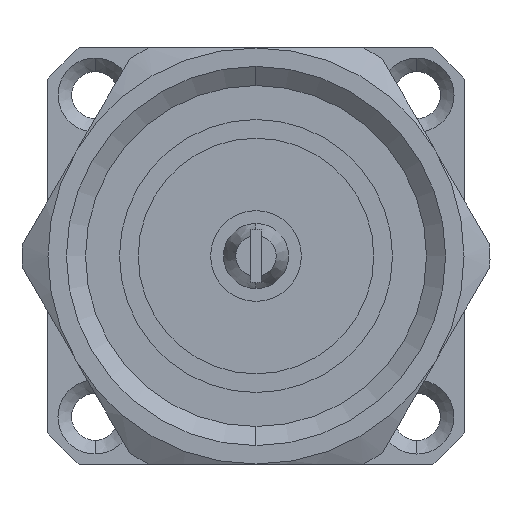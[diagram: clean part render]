
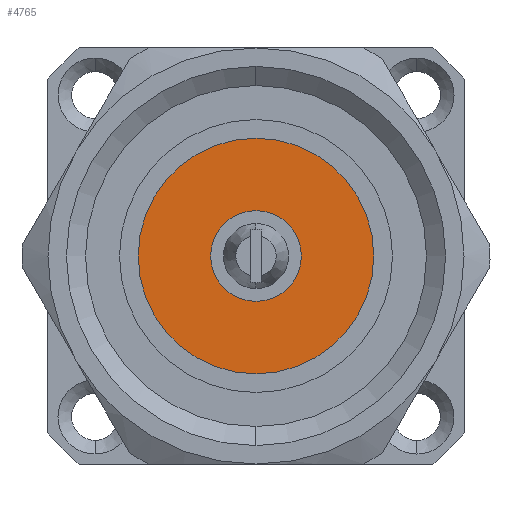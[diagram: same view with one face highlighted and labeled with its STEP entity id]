
A CAD part, left-side view. The second image highlights one B-rep face of the part: STEP entity #4765.
In plain terms, the highlighted planar face has unit normal (-1, 0, 0).
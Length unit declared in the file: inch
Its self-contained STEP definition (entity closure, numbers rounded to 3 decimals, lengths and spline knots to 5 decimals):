
#125 = CIRCLE ( 'NONE', #6189, 0.11575 ) ;
#133 = DIRECTION ( 'NONE',  ( 1., 0., 0. ) ) ;
#271 = VERTEX_POINT ( 'NONE', #881 ) ;
#536 = VERTEX_POINT ( 'NONE', #1626 ) ;
#623 = CARTESIAN_POINT ( 'NONE',  ( 0.31693, 0., 0. ) ) ;
#676 = FACE_BOUND ( 'NONE', #2642, .T. ) ;
#881 = CARTESIAN_POINT ( 'NONE',  ( 0.31693, 0., 0.11575 ) ) ;
#1012 = CARTESIAN_POINT ( 'NONE',  ( 0.31693, 0., 0. ) ) ;
#1024 = AXIS2_PLACEMENT_3D ( 'NONE', #1012, #3022, #3931 ) ;
#1205 = DIRECTION ( 'NONE',  ( 0., 0., 1. ) ) ;
#1234 = CIRCLE ( 'NONE', #6172, 0.11575 ) ;
#1626 = CARTESIAN_POINT ( 'NONE',  ( 0.31693, 0., 0.35669 ) ) ;
#1710 = CARTESIAN_POINT ( 'NONE',  ( 0.31693, 0., 0. ) ) ;
#1714 = AXIS2_PLACEMENT_3D ( 'NONE', #1710, #4093, #3993 ) ;
#2128 = CARTESIAN_POINT ( 'NONE',  ( 0.31693, 0., 0. ) ) ;
#2210 = CIRCLE ( 'NONE', #1024, 0.35669 ) ;
#2496 = CARTESIAN_POINT ( 'NONE',  ( 0.31693, 0., 0. ) ) ;
#2628 = CARTESIAN_POINT ( 'NONE',  ( 0.31693, 0., -0.11575 ) ) ;
#2642 = EDGE_LOOP ( 'NONE', ( #6077, #2858 ) ) ;
#2700 = CARTESIAN_POINT ( 'NONE',  ( 0.31693, 0., -0.35669 ) ) ;
#2858 = ORIENTED_EDGE ( 'NONE', *, *, #5164, .T. ) ;
#3021 = CIRCLE ( 'NONE', #1714, 0.35669 ) ;
#3022 = DIRECTION ( 'NONE',  ( -1., 0., 0. ) ) ;
#3359 = DIRECTION ( 'NONE',  ( 1., 0., 0. ) ) ;
#3501 = PLANE ( 'NONE',  #4438 ) ;
#3571 = DIRECTION ( 'NONE',  ( -1., 0., 0. ) ) ;
#3614 = EDGE_CURVE ( 'NONE', #271, #4719, #125, .T. ) ;
#3931 = DIRECTION ( 'NONE',  ( 0., 0., 1. ) ) ;
#3932 = ORIENTED_EDGE ( 'NONE', *, *, #5597, .T. ) ;
#3993 = DIRECTION ( 'NONE',  ( 0., 0., 1. ) ) ;
#4093 = DIRECTION ( 'NONE',  ( -1., 0., 0. ) ) ;
#4438 = AXIS2_PLACEMENT_3D ( 'NONE', #2128, #3571, #1205 ) ;
#4448 = DIRECTION ( 'NONE',  ( 0., 0., 1. ) ) ;
#4529 = FACE_OUTER_BOUND ( 'NONE', #5605, .T. ) ;
#4719 = VERTEX_POINT ( 'NONE', #2628 ) ;
#4765 = ADVANCED_FACE ( 'NONE', ( #676, #4529 ), #3501, .T. ) ;
#4905 = EDGE_CURVE ( 'NONE', #6184, #536, #3021, .T. ) ;
#5164 = EDGE_CURVE ( 'NONE', #4719, #271, #1234, .T. ) ;
#5313 = ORIENTED_EDGE ( 'NONE', *, *, #4905, .T. ) ;
#5457 = DIRECTION ( 'NONE',  ( 0., 0., 1. ) ) ;
#5597 = EDGE_CURVE ( 'NONE', #536, #6184, #2210, .T. ) ;
#5605 = EDGE_LOOP ( 'NONE', ( #3932, #5313 ) ) ;
#6077 = ORIENTED_EDGE ( 'NONE', *, *, #3614, .T. ) ;
#6172 = AXIS2_PLACEMENT_3D ( 'NONE', #623, #3359, #4448 ) ;
#6184 = VERTEX_POINT ( 'NONE', #2700 ) ;
#6189 = AXIS2_PLACEMENT_3D ( 'NONE', #2496, #133, #5457 ) ;
